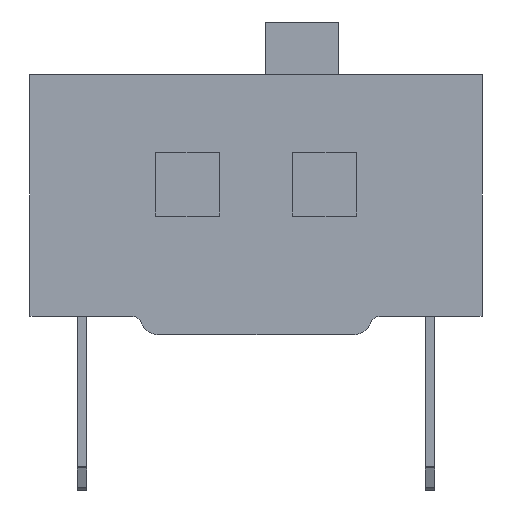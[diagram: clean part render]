
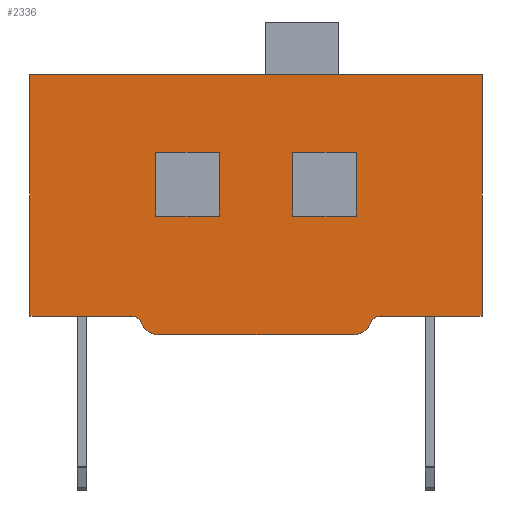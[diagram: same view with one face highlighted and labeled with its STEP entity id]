
A CAD part, left-side view. The second image highlights one B-rep face of the part: STEP entity #2336.
In plain terms, the highlighted planar face has unit normal (-1, 0, 0).
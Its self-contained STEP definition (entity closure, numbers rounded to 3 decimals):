
#88=CIRCLE('',#2578,0.4);
#89=CIRCLE('',#2581,0.2);
#90=CIRCLE('',#2582,0.2);
#91=CIRCLE('',#2583,0.4);
#171=FACE_BOUND('',#397,.T.);
#172=FACE_BOUND('',#398,.T.);
#264=FACE_OUTER_BOUND('',#396,.T.);
#396=EDGE_LOOP('',(#1953,#1954,#1955,#1956,#1957,#1958,#1959,#1960,#1961,
#1962));
#397=EDGE_LOOP('',(#1963,#1964,#1965,#1966));
#398=EDGE_LOOP('',(#1967,#1968,#1969,#1970));
#607=LINE('',#3759,#876);
#633=LINE('',#3830,#902);
#636=LINE('',#3838,#905);
#637=LINE('',#3839,#906);
#638=LINE('',#3841,#907);
#639=LINE('',#3843,#908);
#640=LINE('',#3849,#909);
#641=LINE('',#3851,#910);
#642=LINE('',#3853,#911);
#643=LINE('',#3854,#912);
#644=LINE('',#3857,#913);
#645=LINE('',#3859,#914);
#646=LINE('',#3861,#915);
#647=LINE('',#3862,#916);
#876=VECTOR('',#2955,10.);
#902=VECTOR('',#3009,10.);
#905=VECTOR('',#3016,10.);
#906=VECTOR('',#3017,10.);
#907=VECTOR('',#3018,10.);
#908=VECTOR('',#3019,10.);
#909=VECTOR('',#3024,10.);
#910=VECTOR('',#3025,10.);
#911=VECTOR('',#3026,10.);
#912=VECTOR('',#3027,10.);
#913=VECTOR('',#3028,10.);
#914=VECTOR('',#3029,10.);
#915=VECTOR('',#3030,10.);
#916=VECTOR('',#3031,10.);
#1111=VERTEX_POINT('',#3752);
#1114=VERTEX_POINT('',#3757);
#1143=VERTEX_POINT('',#3823);
#1144=VERTEX_POINT('',#3825);
#1145=VERTEX_POINT('',#3829);
#1147=VERTEX_POINT('',#3835);
#1148=VERTEX_POINT('',#3837);
#1149=VERTEX_POINT('',#3840);
#1150=VERTEX_POINT('',#3842);
#1151=VERTEX_POINT('',#3844);
#1152=VERTEX_POINT('',#3847);
#1153=VERTEX_POINT('',#3848);
#1154=VERTEX_POINT('',#3850);
#1155=VERTEX_POINT('',#3852);
#1156=VERTEX_POINT('',#3855);
#1157=VERTEX_POINT('',#3856);
#1158=VERTEX_POINT('',#3858);
#1159=VERTEX_POINT('',#3860);
#1395=EDGE_CURVE('',#1114,#1111,#607,.T.);
#1427=EDGE_CURVE('',#1143,#1144,#88,.T.);
#1429=EDGE_CURVE('',#1144,#1145,#633,.T.);
#1432=EDGE_CURVE('',#1147,#1143,#89,.T.);
#1433=EDGE_CURVE('',#1148,#1147,#636,.T.);
#1434=EDGE_CURVE('',#1148,#1111,#637,.T.);
#1435=EDGE_CURVE('',#1149,#1114,#638,.T.);
#1436=EDGE_CURVE('',#1150,#1149,#639,.T.);
#1437=EDGE_CURVE('',#1151,#1150,#90,.T.);
#1438=EDGE_CURVE('',#1145,#1151,#91,.T.);
#1439=EDGE_CURVE('',#1152,#1153,#640,.T.);
#1440=EDGE_CURVE('',#1153,#1154,#641,.T.);
#1441=EDGE_CURVE('',#1154,#1155,#642,.T.);
#1442=EDGE_CURVE('',#1155,#1152,#643,.T.);
#1443=EDGE_CURVE('',#1156,#1157,#644,.T.);
#1444=EDGE_CURVE('',#1157,#1158,#645,.T.);
#1445=EDGE_CURVE('',#1158,#1159,#646,.T.);
#1446=EDGE_CURVE('',#1159,#1156,#647,.T.);
#1953=ORIENTED_EDGE('',*,*,#1427,.F.);
#1954=ORIENTED_EDGE('',*,*,#1432,.F.);
#1955=ORIENTED_EDGE('',*,*,#1433,.F.);
#1956=ORIENTED_EDGE('',*,*,#1434,.T.);
#1957=ORIENTED_EDGE('',*,*,#1395,.F.);
#1958=ORIENTED_EDGE('',*,*,#1435,.F.);
#1959=ORIENTED_EDGE('',*,*,#1436,.F.);
#1960=ORIENTED_EDGE('',*,*,#1437,.F.);
#1961=ORIENTED_EDGE('',*,*,#1438,.F.);
#1962=ORIENTED_EDGE('',*,*,#1429,.F.);
#1963=ORIENTED_EDGE('',*,*,#1439,.T.);
#1964=ORIENTED_EDGE('',*,*,#1440,.T.);
#1965=ORIENTED_EDGE('',*,*,#1441,.T.);
#1966=ORIENTED_EDGE('',*,*,#1442,.T.);
#1967=ORIENTED_EDGE('',*,*,#1443,.T.);
#1968=ORIENTED_EDGE('',*,*,#1444,.T.);
#1969=ORIENTED_EDGE('',*,*,#1445,.T.);
#1970=ORIENTED_EDGE('',*,*,#1446,.T.);
#2219=PLANE('',#2580);
#2336=ADVANCED_FACE('',(#264,#171,#172),#2219,.T.);
#2578=AXIS2_PLACEMENT_3D('',#3826,#3004,#3005);
#2580=AXIS2_PLACEMENT_3D('',#3834,#3012,#3013);
#2581=AXIS2_PLACEMENT_3D('',#3836,#3014,#3015);
#2582=AXIS2_PLACEMENT_3D('',#3845,#3020,#3021);
#2583=AXIS2_PLACEMENT_3D('',#3846,#3022,#3023);
#2955=DIRECTION('',(0.,-1.,0.));
#3004=DIRECTION('center_axis',(1.,0.,0.));
#3005=DIRECTION('ref_axis',(0.,0.,1.));
#3009=DIRECTION('',(0.,1.,0.));
#3012=DIRECTION('center_axis',(-1.,0.,0.));
#3013=DIRECTION('ref_axis',(0.,-1.,0.));
#3014=DIRECTION('center_axis',(-1.,0.,0.));
#3015=DIRECTION('ref_axis',(0.,0.707,0.707));
#3016=DIRECTION('',(0.,1.,0.));
#3017=DIRECTION('',(0.,0.,1.));
#3018=DIRECTION('',(0.,0.,1.));
#3019=DIRECTION('',(0.,1.,0.));
#3020=DIRECTION('center_axis',(-1.,0.,0.));
#3021=DIRECTION('ref_axis',(0.,-0.707,0.707));
#3022=DIRECTION('center_axis',(1.,0.,0.));
#3023=DIRECTION('ref_axis',(0.,0.,1.));
#3024=DIRECTION('',(0.,1.,0.));
#3025=DIRECTION('',(0.,0.,1.));
#3026=DIRECTION('',(0.,-1.,0.));
#3027=DIRECTION('',(0.,0.,-1.));
#3028=DIRECTION('',(0.,1.,0.));
#3029=DIRECTION('',(0.,0.,1.));
#3030=DIRECTION('',(0.,-1.,0.));
#3031=DIRECTION('',(0.,0.,-1.));
#3752=CARTESIAN_POINT('',(-3.63,2.537,5.3));
#3757=CARTESIAN_POINT('',(-3.63,12.437,5.3));
#3759=CARTESIAN_POINT('',(-3.63,2.537,5.3));
#3823=CARTESIAN_POINT('',(-3.63,4.976,-0.133));
#3825=CARTESIAN_POINT('',(-3.63,5.353,-0.4));
#3826=CARTESIAN_POINT('Origin',(-3.63,5.353,0.));
#3829=CARTESIAN_POINT('',(-3.63,9.621,-0.4));
#3830=CARTESIAN_POINT('',(-3.63,4.987,-0.4));
#3834=CARTESIAN_POINT('Origin',(-3.63,12.437,0.));
#3835=CARTESIAN_POINT('',(-3.63,4.787,0.));
#3836=CARTESIAN_POINT('Origin',(-3.63,4.787,-0.2));
#3837=CARTESIAN_POINT('',(-3.63,2.537,0.));
#3838=CARTESIAN_POINT('',(-3.63,2.537,0.));
#3839=CARTESIAN_POINT('',(-3.63,2.537,0.));
#3840=CARTESIAN_POINT('',(-3.63,12.437,0.));
#3841=CARTESIAN_POINT('',(-3.63,12.437,0.));
#3842=CARTESIAN_POINT('',(-3.63,10.187,0.));
#3843=CARTESIAN_POINT('',(-3.63,2.537,0.));
#3844=CARTESIAN_POINT('',(-3.63,9.998,-0.133));
#3845=CARTESIAN_POINT('Origin',(-3.63,10.187,-0.2));
#3846=CARTESIAN_POINT('Origin',(-3.63,9.621,0.));
#3847=CARTESIAN_POINT('',(-3.63,8.287,2.2));
#3848=CARTESIAN_POINT('',(-3.63,9.687,2.2));
#3849=CARTESIAN_POINT('',(-3.63,10.362,2.2));
#3850=CARTESIAN_POINT('',(-3.63,9.687,3.6));
#3851=CARTESIAN_POINT('',(-3.63,9.687,1.1));
#3852=CARTESIAN_POINT('',(-3.63,8.287,3.6));
#3853=CARTESIAN_POINT('',(-3.63,11.062,3.6));
#3854=CARTESIAN_POINT('',(-3.63,8.287,1.8));
#3855=CARTESIAN_POINT('',(-3.63,5.287,2.2));
#3856=CARTESIAN_POINT('',(-3.63,6.687,2.2));
#3857=CARTESIAN_POINT('',(-3.63,8.862,2.2));
#3858=CARTESIAN_POINT('',(-3.63,6.687,3.6));
#3859=CARTESIAN_POINT('',(-3.63,6.687,1.1));
#3860=CARTESIAN_POINT('',(-3.63,5.287,3.6));
#3861=CARTESIAN_POINT('',(-3.63,9.562,3.6));
#3862=CARTESIAN_POINT('',(-3.63,5.287,1.8));
